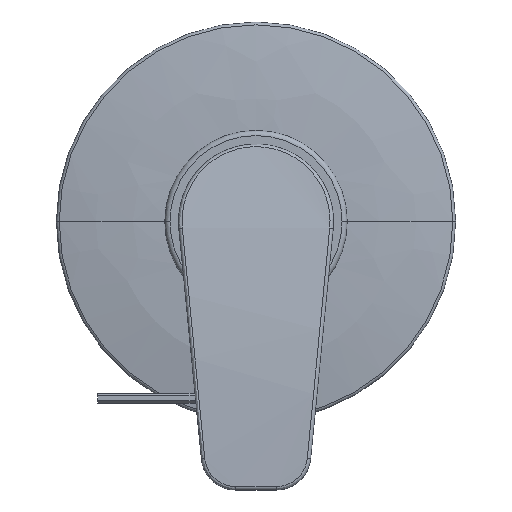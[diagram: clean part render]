
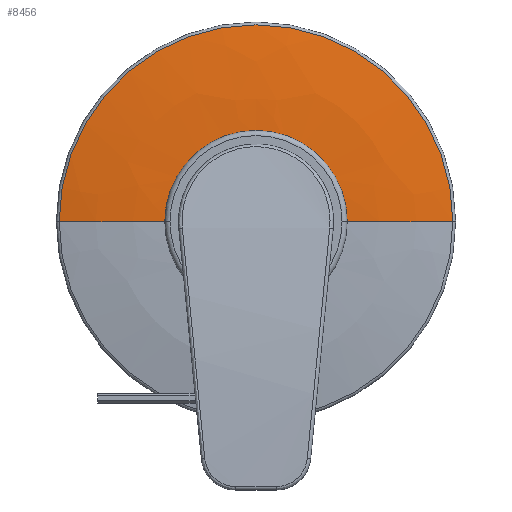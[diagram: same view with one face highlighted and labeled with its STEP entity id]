
A CAD part, top view. The second image highlights one B-rep face of the part: STEP entity #8456.
In plain terms, the highlighted free-form (B-spline) face has degree [3, 3] with [7, 4] control points.
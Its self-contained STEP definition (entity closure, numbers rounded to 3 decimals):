
#8151=CARTESIAN_POINT('',(0.,6.149,0.));
#8152=DIRECTION('',(0.,1.,0.));
#8153=DIRECTION('',(-1.,0.,0.));
#8154=AXIS2_PLACEMENT_3D('',#8151,#8152,#8153);
#8183=CARTESIAN_POINT('',(25.,-174.,0.));
#8184=DIRECTION('',(0.,0.,1.));
#8185=DIRECTION('',(0.176,0.984,0.));
#8186=AXIS2_PLACEMENT_3D('',#8183,#8184,#8185);
#8191=CARTESIAN_POINT('',(-25.,-174.,0.));
#8192=DIRECTION('',(0.,0.,-1.));
#8193=DIRECTION('',(-0.176,0.984,0.));
#8194=AXIS2_PLACEMENT_3D('',#8191,#8192,#8193);
#8221=CARTESIAN_POINT('',(0.,9.,0.));
#8222=DIRECTION('',(0.,-1.,0.));
#8223=DIRECTION('',(1.,0.,0.));
#8224=AXIS2_PLACEMENT_3D('',#8221,#8222,#8223);
#8385=CARTESIAN_POINT('',(25.,9.,0.));
#8387=VERTEX_POINT('',#8385);
#8389=CARTESIAN_POINT('',(-25.,9.,0.));
#8391=VERTEX_POINT('',#8389);
#8401=CARTESIAN_POINT('',(57.176,6.149,0.));
#8402=CARTESIAN_POINT('',(-57.176,6.149,
0.));
#8403=VERTEX_POINT('',#8401);
#8404=VERTEX_POINT('',#8402);
#8417=CARTESIAN_POINT('',(24.305,8.999,-1.529));
#8418=CARTESIAN_POINT('',(35.511,9.039,-2.234));
#8419=CARTESIAN_POINT('',(46.674,8.048,-2.936));
#8420=CARTESIAN_POINT('',(57.698,6.034,-3.63));
#8421=CARTESIAN_POINT('',(25.246,8.999,13.428));
#8422=CARTESIAN_POINT('',(36.886,9.039,19.619));
#8423=CARTESIAN_POINT('',(48.481,8.048,25.786));
#8424=CARTESIAN_POINT('',(59.932,6.034,31.877));
#8425=CARTESIAN_POINT('',(14.987,8.999,24.353));
#8426=CARTESIAN_POINT('',(21.897,9.039,35.581));
#8427=CARTESIAN_POINT('',(28.78,8.048,46.766));
#8428=CARTESIAN_POINT('',(35.578,6.034,57.812));
#8429=CARTESIAN_POINT('',(0.,8.999,24.353));
#8430=CARTESIAN_POINT('',(0.,9.039,35.581));
#8431=CARTESIAN_POINT('',(0.,8.048,46.766));
#8432=CARTESIAN_POINT('',(0.,6.034,57.812));
#8433=CARTESIAN_POINT('',(-14.987,8.999,24.353));
#8434=CARTESIAN_POINT('',(-21.897,9.039,35.581));
#8435=CARTESIAN_POINT('',(-28.78,8.048,46.766));
#8436=CARTESIAN_POINT('',(-35.578,6.034,57.812));
#8437=CARTESIAN_POINT('',(-25.246,8.999,13.428));
#8438=CARTESIAN_POINT('',(-36.886,9.039,19.619));
#8439=CARTESIAN_POINT('',(-48.481,8.048,25.786));
#8440=CARTESIAN_POINT('',(-59.932,6.034,31.877));
#8441=CARTESIAN_POINT('',(-24.305,8.999,
-1.529));
#8442=CARTESIAN_POINT('',(-35.511,9.039,
-2.234));
#8443=CARTESIAN_POINT('',(-46.674,8.048,
-2.936));
#8444=CARTESIAN_POINT('',(-57.698,6.034,
-3.63));
#8445=(BOUNDED_SURFACE()B_SPLINE_SURFACE(3,3,((#8417,#8418,#8419,#8420),(#8421,
#8422,#8423,#8424),(#8425,#8426,#8427,#8428),(#8429,#8430,#8431,#8432),(#8433,
#8434,#8435,#8436),(#8437,#8438,#8439,#8440),(#8441,#8442,#8443,#8444)),
.UNSPECIFIED.,.F.,.F.,.F.)B_SPLINE_SURFACE_WITH_KNOTS((4,3,4),(4,4),(0.,1.,
2.),(0.,1.),.UNSPECIFIED.)GEOMETRIC_REPRESENTATION_ITEM()RATIONAL_B_SPLINE_SURFACE(((1.19,1.186,1.186,1.19),(
0.94,0.937,0.937,0.94),(
0.94,0.937,0.937,0.94),(
1.19,1.186,1.186,1.19),(
0.94,0.937,0.937,0.94),(
0.94,0.937,0.937,0.94),(
1.19,1.186,1.186,1.19)))REPRESENTATION_ITEM('')SURFACE());
#8447=ORIENTED_EDGE('',*,*,#8446,.F.);
#8449=ORIENTED_EDGE('',*,*,#8448,.T.);
#8451=ORIENTED_EDGE('',*,*,#8450,.F.);
#8453=ORIENTED_EDGE('',*,*,#8452,.F.);
#8454=EDGE_LOOP('',(#8447,#8449,#8451,#8453));
#8455=FACE_OUTER_BOUND('',#8454,.F.);
#8456=ADVANCED_FACE('',(#8455),#8445,.T.);
#8155=CIRCLE('',#8154,57.176);
#8187=CIRCLE('',#8186,183.);
#8195=CIRCLE('',#8194,183.);
#8225=CIRCLE('',#8224,25.);
#8446=EDGE_CURVE('',#8404,#8403,#8155,.T.);
#8448=EDGE_CURVE('',#8404,#8391,#8195,.T.);
#8450=EDGE_CURVE('',#8387,#8391,#8225,.T.);
#8452=EDGE_CURVE('',#8403,#8387,#8187,.T.);
